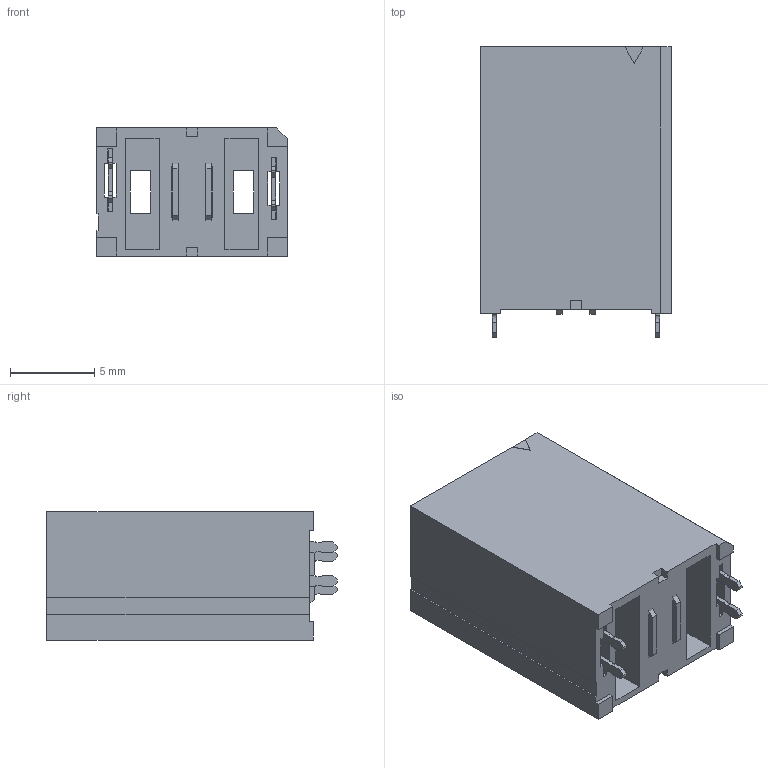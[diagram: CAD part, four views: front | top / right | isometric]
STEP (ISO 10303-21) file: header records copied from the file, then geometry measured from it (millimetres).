
FILE_DESCRIPTION(/* description */ ('STEP AP214'),/* implementation_level */ '2;1');
FILE_NAME(/* name */ 'UMPT-02-12.5-G-V-S-W-TR',/* time_stamp */ '2024-07-13T01:14:30+02:00',/* author */ ('License CC BY-ND 4.0'),/* organization */ ('CADENAS'),/* preprocessor_version */ 'ST-DEVELOPER v19.3',/* originating_system */ 'PARTsolutions',/* authorisation */ ' ');
FILE_SCHEMA (('AUTOMOTIVE_DESIGN {1 0 10303 214 3 1 1}'));
Length unit declared in the file: millimetre
Products named in the file (3): UMPT-02-12.5-G-V-S-W-TR; 02-12.5--W_BODY; UMPT-02-12.5-S-_PINS
Assembly tree (2 placements, depth 2):
  UMPT-02-12.5-G-V-S-W-TR
    02-12.5--W_BODY
    UMPT-02-12.5-S-_PINS
Bounding box: 11.3 x 17.2 x 7.6 mm (x, y, z)
Volume: 811 mm3; surface area: 2129.9 mm2
Topology: 2 solids, 2 shells, 189 faces, 540 edges, 360 vertices
Faces by surface type: plane 181, cylinder 8
Entity records: 6158 total; most frequent: CARTESIAN_POINT 1092, ORIENTED_EDGE 1080, DIRECTION 940, EDGE_CURVE 540, LINE 524, VECTOR 524, VERTEX_POINT 360, EDGE_LOOP 210
